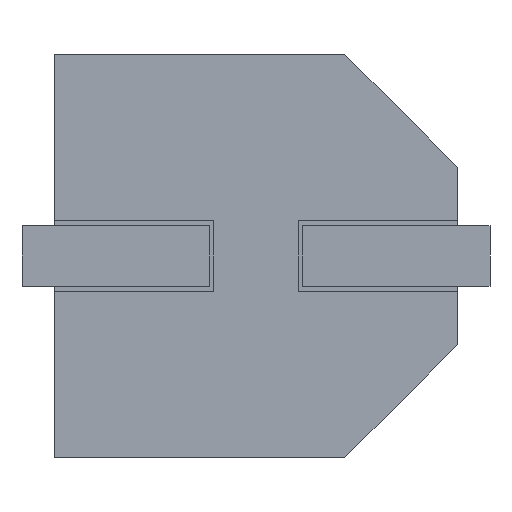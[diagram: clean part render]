
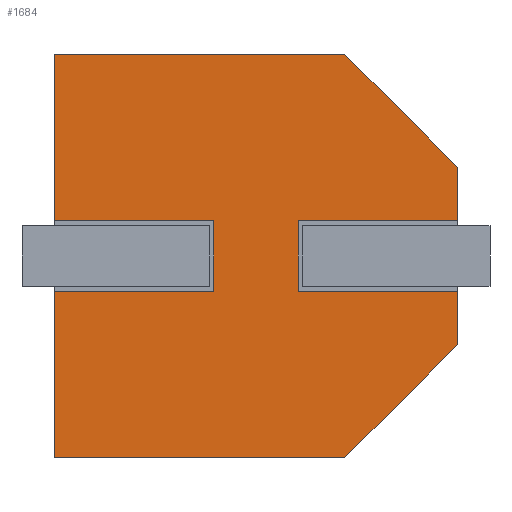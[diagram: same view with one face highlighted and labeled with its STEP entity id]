
A CAD part, front view. The second image highlights one B-rep face of the part: STEP entity #1684.
In plain terms, the highlighted planar face has unit normal (0, -1, 0).
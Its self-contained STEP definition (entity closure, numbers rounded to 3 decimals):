
#3 = EDGE_CURVE ( 'NONE', #875, #334, #265, .T. ) ;
#17 = CARTESIAN_POINT ( 'NONE',  ( 2.15, 0., -0.375 ) ) ;
#36 = ORIENTED_EDGE ( 'NONE', *, *, #3, .F. ) ;
#44 = EDGE_CURVE ( 'NONE', #1318, #2668, #995, .T. ) ;
#53 = DIRECTION ( 'NONE',  ( -0.707, 0., 0.707 ) ) ;
#67 = CARTESIAN_POINT ( 'NONE',  ( -0.45, 0., 0.375 ) ) ;
#99 = EDGE_CURVE ( 'NONE', #101, #875, #1480, .T. ) ;
#101 = VERTEX_POINT ( 'NONE', #785 ) ;
#106 = DIRECTION ( 'NONE',  ( 0., 0., 1. ) ) ;
#108 = LINE ( 'NONE', #125, #608 ) ;
#125 = CARTESIAN_POINT ( 'NONE',  ( 2.15, 0., -2.15 ) ) ;
#171 = CARTESIAN_POINT ( 'NONE',  ( -2.15, 0., -0.375 ) ) ;
#180 = LINE ( 'NONE', #2384, #794 ) ;
#232 = EDGE_CURVE ( 'NONE', #2158, #1287, #647, .T. ) ;
#265 = LINE ( 'NONE', #842, #2397 ) ;
#282 = ORIENTED_EDGE ( 'NONE', *, *, #523, .F. ) ;
#302 = ORIENTED_EDGE ( 'NONE', *, *, #1897, .F. ) ;
#321 = ORIENTED_EDGE ( 'NONE', *, *, #99, .F. ) ;
#334 = VERTEX_POINT ( 'NONE', #1107 ) ;
#344 = EDGE_CURVE ( 'NONE', #1882, #567, #1245, .T. ) ;
#376 = EDGE_LOOP ( 'NONE', ( #302, #388, #282, #1241, #1655, #1120, #36, #321, #1317, #882, #1755, #656, #784, #559 ) ) ;
#382 = DIRECTION ( 'NONE',  ( 1., 0., 0. ) ) ;
#388 = ORIENTED_EDGE ( 'NONE', *, *, #344, .F. ) ;
#397 = CARTESIAN_POINT ( 'NONE',  ( -0.45, 0., -0.375 ) ) ;
#412 = DIRECTION ( 'NONE',  ( 0., 1., 0. ) ) ;
#419 = DIRECTION ( 'NONE',  ( -1., 0., 0. ) ) ;
#434 = LINE ( 'NONE', #2319, #2548 ) ;
#435 = EDGE_CURVE ( 'NONE', #1861, #101, #766, .T. ) ;
#467 = EDGE_CURVE ( 'NONE', #2132, #646, #1476, .T. ) ;
#480 = CARTESIAN_POINT ( 'NONE',  ( 2.15, 0., 0.375 ) ) ;
#523 = EDGE_CURVE ( 'NONE', #2668, #1882, #2020, .T. ) ;
#535 = VERTEX_POINT ( 'NONE', #1262 ) ;
#559 = ORIENTED_EDGE ( 'NONE', *, *, #232, .T. ) ;
#567 = VERTEX_POINT ( 'NONE', #17 ) ;
#582 = CARTESIAN_POINT ( 'NONE',  ( -2.15, 0., 2.15 ) ) ;
#608 = VECTOR ( 'NONE', #751, 1000. ) ;
#635 = CARTESIAN_POINT ( 'NONE',  ( -0.45, 0., -0.375 ) ) ;
#646 = VERTEX_POINT ( 'NONE', #397 ) ;
#647 = LINE ( 'NONE', #2438, #2478 ) ;
#656 = ORIENTED_EDGE ( 'NONE', *, *, #1778, .F. ) ;
#665 = AXIS2_PLACEMENT_3D ( 'NONE', #1644, #412, #1851 ) ;
#731 = CARTESIAN_POINT ( 'NONE',  ( 2.15, 0., 2.15 ) ) ;
#751 = DIRECTION ( 'NONE',  ( -1., 0., 0. ) ) ;
#766 = LINE ( 'NONE', #1850, #1246 ) ;
#784 = ORIENTED_EDGE ( 'NONE', *, *, #2037, .F. ) ;
#785 = CARTESIAN_POINT ( 'NONE',  ( -2.15, 0., 0.375 ) ) ;
#794 = VECTOR ( 'NONE', #106, 1000. ) ;
#842 = CARTESIAN_POINT ( 'NONE',  ( 2.15, 0., 2.15 ) ) ;
#875 = VERTEX_POINT ( 'NONE', #962 ) ;
#882 = ORIENTED_EDGE ( 'NONE', *, *, #1945, .F. ) ;
#910 = CARTESIAN_POINT ( 'NONE',  ( 0.45, 0., 0.375 ) ) ;
#930 = VECTOR ( 'NONE', #1862, 1000. ) ;
#939 = DIRECTION ( 'NONE',  ( 0., 0., -1. ) ) ;
#962 = CARTESIAN_POINT ( 'NONE',  ( -2.15, 0., 2.15 ) ) ;
#995 = LINE ( 'NONE', #1619, #2023 ) ;
#1107 = CARTESIAN_POINT ( 'NONE',  ( 0.95, 0., 2.15 ) ) ;
#1120 = ORIENTED_EDGE ( 'NONE', *, *, #2529, .T. ) ;
#1202 = DIRECTION ( 'NONE',  ( 0.707, 0., 0.707 ) ) ;
#1218 = VECTOR ( 'NONE', #2673, 1000. ) ;
#1241 = ORIENTED_EDGE ( 'NONE', *, *, #44, .F. ) ;
#1245 = LINE ( 'NONE', #2536, #1732 ) ;
#1246 = VECTOR ( 'NONE', #419, 1000. ) ;
#1262 = CARTESIAN_POINT ( 'NONE',  ( 2.15, 0., 0.95 ) ) ;
#1287 = VERTEX_POINT ( 'NONE', #2523 ) ;
#1317 = ORIENTED_EDGE ( 'NONE', *, *, #435, .F. ) ;
#1318 = VERTEX_POINT ( 'NONE', #480 ) ;
#1338 = LINE ( 'NONE', #1345, #2302 ) ;
#1345 = CARTESIAN_POINT ( 'NONE',  ( 2.15, 0., 2.15 ) ) ;
#1456 = CARTESIAN_POINT ( 'NONE',  ( -2.15, 0., 2.15 ) ) ;
#1476 = LINE ( 'NONE', #635, #930 ) ;
#1480 = LINE ( 'NONE', #582, #1890 ) ;
#1540 = LINE ( 'NONE', #731, #2564 ) ;
#1555 = EDGE_CURVE ( 'NONE', #535, #1318, #1540, .T. ) ;
#1619 = CARTESIAN_POINT ( 'NONE',  ( 2.15, 0., 0.375 ) ) ;
#1644 = CARTESIAN_POINT ( 'NONE',  ( 0., 0., 0. ) ) ;
#1655 = ORIENTED_EDGE ( 'NONE', *, *, #1555, .F. ) ;
#1684 = ADVANCED_FACE ( 'NONE', ( #2139 ), #1845, .F. ) ;
#1699 = LINE ( 'NONE', #1456, #1218 ) ;
#1732 = VECTOR ( 'NONE', #382, 1000. ) ;
#1754 = CARTESIAN_POINT ( 'NONE',  ( 0.45, 0., -0.375 ) ) ;
#1755 = ORIENTED_EDGE ( 'NONE', *, *, #467, .F. ) ;
#1763 = DIRECTION ( 'NONE',  ( 0., 0., -1. ) ) ;
#1778 = EDGE_CURVE ( 'NONE', #2051, #2132, #1699, .T. ) ;
#1845 = PLANE ( 'NONE',  #665 ) ;
#1850 = CARTESIAN_POINT ( 'NONE',  ( -2.15, 0., 0.375 ) ) ;
#1851 = DIRECTION ( 'NONE',  ( 0., 0., 1. ) ) ;
#1861 = VERTEX_POINT ( 'NONE', #67 ) ;
#1862 = DIRECTION ( 'NONE',  ( 1., 0., 0. ) ) ;
#1882 = VERTEX_POINT ( 'NONE', #1754 ) ;
#1890 = VECTOR ( 'NONE', #2219, 1000. ) ;
#1897 = EDGE_CURVE ( 'NONE', #567, #1287, #1338, .T. ) ;
#1945 = EDGE_CURVE ( 'NONE', #646, #1861, #180, .T. ) ;
#2020 = LINE ( 'NONE', #2076, #2623 ) ;
#2023 = VECTOR ( 'NONE', #2034, 1000. ) ;
#2034 = DIRECTION ( 'NONE',  ( -1., 0., 0. ) ) ;
#2037 = EDGE_CURVE ( 'NONE', #2158, #2051, #108, .T. ) ;
#2051 = VERTEX_POINT ( 'NONE', #2590 ) ;
#2068 = DIRECTION ( 'NONE',  ( 1., 0., 0. ) ) ;
#2076 = CARTESIAN_POINT ( 'NONE',  ( 0.45, 0., 0.375 ) ) ;
#2132 = VERTEX_POINT ( 'NONE', #171 ) ;
#2139 = FACE_OUTER_BOUND ( 'NONE', #376, .T. ) ;
#2158 = VERTEX_POINT ( 'NONE', #2268 ) ;
#2219 = DIRECTION ( 'NONE',  ( 0., 0., 1. ) ) ;
#2268 = CARTESIAN_POINT ( 'NONE',  ( 0.95, 0., -2.15 ) ) ;
#2286 = DIRECTION ( 'NONE',  ( 0., 0., -1. ) ) ;
#2302 = VECTOR ( 'NONE', #1763, 1000. ) ;
#2319 = CARTESIAN_POINT ( 'NONE',  ( 0.95, 0., 2.15 ) ) ;
#2384 = CARTESIAN_POINT ( 'NONE',  ( -0.45, 0., 0.375 ) ) ;
#2397 = VECTOR ( 'NONE', #2068, 1000. ) ;
#2438 = CARTESIAN_POINT ( 'NONE',  ( 0.95, 0., -2.15 ) ) ;
#2478 = VECTOR ( 'NONE', #1202, 1000. ) ;
#2523 = CARTESIAN_POINT ( 'NONE',  ( 2.15, 0., -0.95 ) ) ;
#2529 = EDGE_CURVE ( 'NONE', #535, #334, #434, .T. ) ;
#2536 = CARTESIAN_POINT ( 'NONE',  ( 0.45, 0., -0.375 ) ) ;
#2548 = VECTOR ( 'NONE', #53, 1000. ) ;
#2564 = VECTOR ( 'NONE', #939, 1000. ) ;
#2590 = CARTESIAN_POINT ( 'NONE',  ( -2.15, 0., -2.15 ) ) ;
#2623 = VECTOR ( 'NONE', #2286, 1000. ) ;
#2668 = VERTEX_POINT ( 'NONE', #910 ) ;
#2673 = DIRECTION ( 'NONE',  ( 0., 0., 1. ) ) ;
